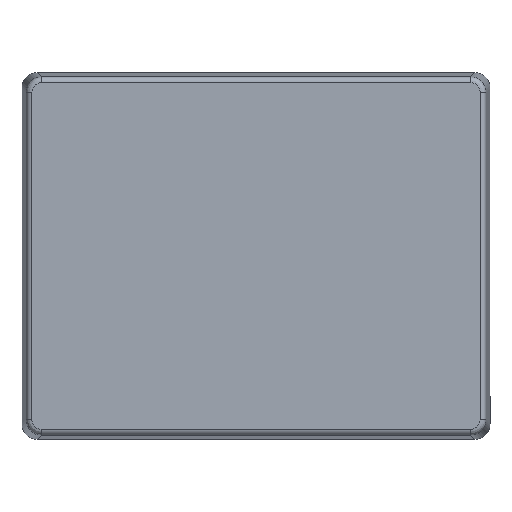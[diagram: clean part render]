
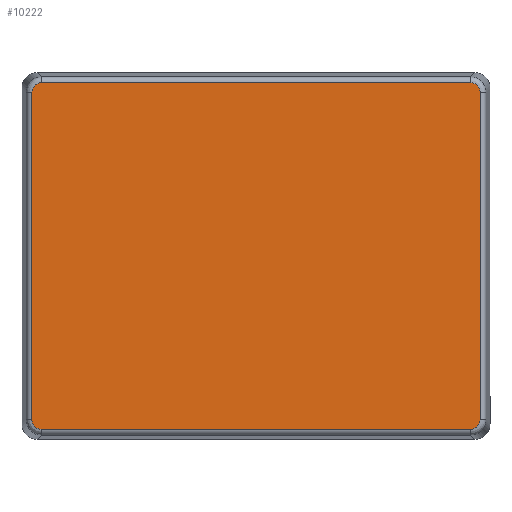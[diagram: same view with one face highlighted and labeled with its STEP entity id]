
A CAD part, front view. The second image highlights one B-rep face of the part: STEP entity #10222.
In plain terms, the highlighted face is planar.
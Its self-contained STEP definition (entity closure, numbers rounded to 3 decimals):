
#217=ELLIPSE('',#10870,2.503,2.5);
#218=ELLIPSE('',#10872,2.503,2.5);
#221=ELLIPSE('',#10880,2.503,2.5);
#222=ELLIPSE('',#10882,2.503,2.5);
#925=LINE('',#16622,#1585);
#927=LINE('',#16688,#1587);
#928=LINE('',#16693,#1588);
#930=LINE('',#16756,#1590);
#1585=VECTOR('',#12402,112.256);
#1587=VECTOR('',#12420,85.706);
#1588=VECTOR('',#12425,85.706);
#1590=VECTOR('',#12441,112.256);
#2779=FACE_OUTER_BOUND('',#3457,.T.);
#3457=EDGE_LOOP('',(#8120,#8121,#8122,#8123,#8124,#8125,#8126,#8127));
#4615=VERTEX_POINT('',#16615);
#4618=VERTEX_POINT('',#16620);
#4619=VERTEX_POINT('',#16648);
#4622=VERTEX_POINT('',#16679);
#4623=VERTEX_POINT('',#16684);
#4626=VERTEX_POINT('',#16691);
#4627=VERTEX_POINT('',#16720);
#4630=VERTEX_POINT('',#16751);
#5866=EDGE_CURVE('',#4618,#4615,#925,.T.);
#5869=EDGE_CURVE('',#4615,#4619,#217,.T.);
#5871=EDGE_CURVE('',#4622,#4618,#218,.T.);
#5875=EDGE_CURVE('',#4619,#4623,#927,.T.);
#5877=EDGE_CURVE('',#4626,#4622,#928,.T.);
#5881=EDGE_CURVE('',#4623,#4627,#221,.T.);
#5883=EDGE_CURVE('',#4630,#4626,#222,.T.);
#5885=EDGE_CURVE('',#4627,#4630,#930,.T.);
#8120=ORIENTED_EDGE('',*,*,#5866,.F.);
#8121=ORIENTED_EDGE('',*,*,#5871,.F.);
#8122=ORIENTED_EDGE('',*,*,#5877,.F.);
#8123=ORIENTED_EDGE('',*,*,#5883,.F.);
#8124=ORIENTED_EDGE('',*,*,#5885,.F.);
#8125=ORIENTED_EDGE('',*,*,#5881,.F.);
#8126=ORIENTED_EDGE('',*,*,#5875,.F.);
#8127=ORIENTED_EDGE('',*,*,#5869,.F.);
#9837=PLANE('',#10891);
#10222=ADVANCED_FACE('',(#2779),#9837,.F.);
#10870=AXIS2_PLACEMENT_3D('',#16652,#12407,#12408);
#10872=AXIS2_PLACEMENT_3D('',#16681,#12411,#12412);
#10880=AXIS2_PLACEMENT_3D('',#16724,#12431,#12432);
#10882=AXIS2_PLACEMENT_3D('',#16753,#12435,#12436);
#10891=AXIS2_PLACEMENT_3D('',#16776,#12462,#12463);
#12402=DIRECTION('',(1.,0.,0.));
#12407=DIRECTION('center_axis',(0.,0.,1.));
#12408=DIRECTION('ref_axis',(0.707,-0.707,0.));
#12411=DIRECTION('center_axis',(0.,0.,1.));
#12412=DIRECTION('ref_axis',(-0.707,-0.707,0.));
#12420=DIRECTION('',(0.,1.,0.));
#12425=DIRECTION('',(0.,-1.,0.));
#12431=DIRECTION('center_axis',(0.,0.,1.));
#12432=DIRECTION('ref_axis',(0.707,0.707,0.));
#12435=DIRECTION('center_axis',(0.,0.,1.));
#12436=DIRECTION('ref_axis',(-0.707,0.707,0.));
#12441=DIRECTION('',(-1.,0.,0.));
#12462=DIRECTION('center_axis',(0.,0.,1.));
#12463=DIRECTION('ref_axis',(1.,0.,0.));
#16615=CARTESIAN_POINT('',(56.128,-45.351,0.));
#16620=CARTESIAN_POINT('',(-56.128,-45.351,0.));
#16622=CARTESIAN_POINT('',(0.,-45.351,0.));
#16648=CARTESIAN_POINT('',(58.626,-42.853,0.));
#16652=CARTESIAN_POINT('Origin',(56.125,-42.85,0.));
#16679=CARTESIAN_POINT('',(-58.626,-42.853,0.));
#16681=CARTESIAN_POINT('Origin',(-56.125,-42.85,0.));
#16684=CARTESIAN_POINT('',(58.626,42.853,0.));
#16688=CARTESIAN_POINT('',(58.626,0.,0.));
#16691=CARTESIAN_POINT('',(-58.626,42.853,0.));
#16693=CARTESIAN_POINT('',(-58.626,0.,0.));
#16720=CARTESIAN_POINT('',(56.128,45.351,0.));
#16724=CARTESIAN_POINT('Origin',(56.125,42.85,0.));
#16751=CARTESIAN_POINT('',(-56.128,45.351,0.));
#16753=CARTESIAN_POINT('Origin',(-56.125,42.85,0.));
#16756=CARTESIAN_POINT('',(0.,45.351,0.));
#16776=CARTESIAN_POINT('Origin',(0.,0.,
0.));
